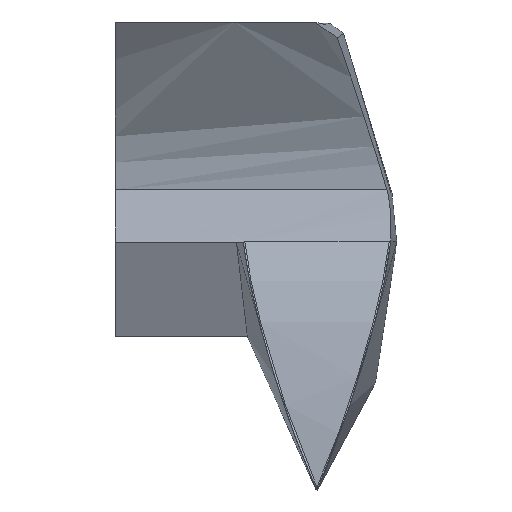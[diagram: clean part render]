
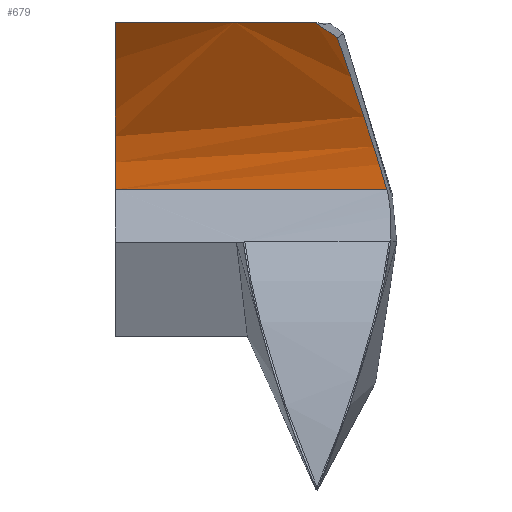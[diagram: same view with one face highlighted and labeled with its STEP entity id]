
A CAD part, left-side view. The second image highlights one B-rep face of the part: STEP entity #679.
In plain terms, the highlighted free-form (B-spline) face has degree [5, 1] with [20, 2] control points.
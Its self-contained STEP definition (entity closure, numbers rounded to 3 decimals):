
#23=(
BOUNDED_SURFACE()
B_SPLINE_SURFACE(5,1,((#2040,#2041),(#2042,#2043),(#2044,#2045),(#2046,
#2047),(#2048,#2049),(#2050,#2051),(#2052,#2053),(#2054,#2055),(#2056,#2057),
(#2058,#2059),(#2060,#2061),(#2062,#2063),(#2064,#2065),(#2066,#2067),(#2068,
#2069),(#2070,#2071),(#2072,#2073),(#2074,#2075),(#2076,#2077),(#2078,#2079)),
 .UNSPECIFIED.,.F.,.F.,.F.)
B_SPLINE_SURFACE_WITH_KNOTS((6,5,1,1,1,1,5,6),(2,2),(-14.221,
0.,0.2,0.4,0.6,0.8,1.,1.189),(-64.981,20.77),
 .UNSPECIFIED.)
GEOMETRIC_REPRESENTATION_ITEM()
RATIONAL_B_SPLINE_SURFACE(((1.,1.),(1.,1.),(1.,1.),(1.,1.),(1.,1.),(1.,
1.),(1.,1.),(1.,1.),(1.,1.),(1.,1.),(1.,1.),(1.,1.),(1.,1.),(1.,1.),(1.,
1.),(1.,1.),(1.,1.),(1.,1.),(1.,1.),(1.,1.)))
REPRESENTATION_ITEM('')
SURFACE()
);
#48=FACE_OUTER_BOUND('',#85,.T.);
#85=EDGE_LOOP('',(#502,#503,#504,#505,#506,#507));
#118=LINE('',#2119,#139);
#139=VECTOR('',#745,10.);
#194=B_SPLINE_CURVE_WITH_KNOTS('',3,(#1805,#1806,#1807,#1808),
 .UNSPECIFIED.,.F.,.F.,(4,4),(3.249,19.494),
 .UNSPECIFIED.);
#196=B_SPLINE_CURVE_WITH_KNOTS('',3,(#1908,#1909,#1910,#1911),
 .UNSPECIFIED.,.F.,.F.,(4,4),(-37.015,0.),.UNSPECIFIED.);
#206=B_SPLINE_CURVE_WITH_KNOTS('',3,(#2080,#2081,#2082,#2083,#2084,#2085,
#2086,#2087,#2088,#2089,#2090,#2091,#2092,#2093,#2094,#2095,#2096,#2097,
#2098,#2099,#2100,#2101,#2102,#2103,#2104),.UNSPECIFIED.,.F.,.F.,(4,3,3,
3,3,3,3,3,4),(-16.231,-16.026,-15.814,-13.45,
-11.317,-9.736,-8.914,-8.424,
-4.994),.UNSPECIFIED.);
#207=B_SPLINE_CURVE_WITH_KNOTS('',3,(#2106,#2107,#2108,#2109,#2110,#2111,
#2112,#2113),.UNSPECIFIED.,.F.,.F.,(4,2,2,4),(0.255,3.317,
6.14,8.69),.UNSPECIFIED.);
#208=B_SPLINE_CURVE_WITH_KNOTS('',3,(#2115,#2116,#2117,#2118),
 .UNSPECIFIED.,.F.,.F.,(4,4),(-7.013,-0.639),
 .UNSPECIFIED.);
#276=VERTEX_POINT('',#1803);
#277=VERTEX_POINT('',#1804);
#280=VERTEX_POINT('',#1906);
#281=VERTEX_POINT('',#1907);
#290=VERTEX_POINT('',#2105);
#291=VERTEX_POINT('',#2114);
#362=EDGE_CURVE('',#276,#277,#194,.T.);
#366=EDGE_CURVE('',#280,#281,#196,.F.);
#376=EDGE_CURVE('',#281,#277,#206,.T.);
#377=EDGE_CURVE('',#290,#280,#207,.F.);
#378=EDGE_CURVE('',#291,#290,#208,.T.);
#379=EDGE_CURVE('',#276,#291,#118,.T.);
#502=ORIENTED_EDGE('',*,*,#362,.T.);
#503=ORIENTED_EDGE('',*,*,#376,.F.);
#504=ORIENTED_EDGE('',*,*,#366,.F.);
#505=ORIENTED_EDGE('',*,*,#377,.F.);
#506=ORIENTED_EDGE('',*,*,#378,.F.);
#507=ORIENTED_EDGE('',*,*,#379,.F.);
#679=ADVANCED_FACE('',(#48),#23,.F.);
#745=DIRECTION('',(0.,-1.,0.));
#1803=CARTESIAN_POINT('',(-19.066,-162.552,638.867));
#1804=CARTESIAN_POINT('',(-19.066,-0.1,638.867));
#1805=CARTESIAN_POINT('Ctrl Pts',(-19.066,-162.552,638.867));
#1806=CARTESIAN_POINT('Ctrl Pts',(-19.066,-108.401,638.867));
#1807=CARTESIAN_POINT('Ctrl Pts',(-19.066,-54.251,638.867));
#1808=CARTESIAN_POINT('Ctrl Pts',(-19.066,-0.1,
638.867));
#1906=CARTESIAN_POINT('',(87.575,-370.251,410.223));
#1907=CARTESIAN_POINT('',(87.575,-0.1,410.223));
#1908=CARTESIAN_POINT('Ctrl Pts',(87.575,-0.1,410.223));
#1909=CARTESIAN_POINT('Ctrl Pts',(87.575,-123.484,410.223));
#1910=CARTESIAN_POINT('Ctrl Pts',(87.575,-246.867,410.223));
#1911=CARTESIAN_POINT('Ctrl Pts',(87.575,-370.251,410.223));
#2040=CARTESIAN_POINT('Ctrl Pts',(87.491,487.256,-3345.864));
#2041=CARTESIAN_POINT('Ctrl Pts',(87.491,-370.251,-3345.864));
#2042=CARTESIAN_POINT('Ctrl Pts',(87.508,487.256,-2594.647));
#2043=CARTESIAN_POINT('Ctrl Pts',(87.508,-370.251,-2594.647));
#2044=CARTESIAN_POINT('Ctrl Pts',(87.525,487.256,-1843.429));
#2045=CARTESIAN_POINT('Ctrl Pts',(87.525,-370.251,-1843.429));
#2046=CARTESIAN_POINT('Ctrl Pts',(87.541,487.256,-1092.212));
#2047=CARTESIAN_POINT('Ctrl Pts',(87.541,-370.251,-1092.212));
#2048=CARTESIAN_POINT('Ctrl Pts',(87.558,487.256,-340.994));
#2049=CARTESIAN_POINT('Ctrl Pts',(87.558,-370.251,-340.994));
#2050=CARTESIAN_POINT('Ctrl Pts',(87.575,487.256,410.223));
#2051=CARTESIAN_POINT('Ctrl Pts',(87.575,-370.251,410.223));
#2052=CARTESIAN_POINT('Ctrl Pts',(87.575,487.256,420.788));
#2053=CARTESIAN_POINT('Ctrl Pts',(87.575,-370.251,420.788));
#2054=CARTESIAN_POINT('Ctrl Pts',(86.33,487.256,441.503));
#2055=CARTESIAN_POINT('Ctrl Pts',(86.33,-370.251,441.503));
#2056=CARTESIAN_POINT('Ctrl Pts',(80.732,487.256,471.334));
#2057=CARTESIAN_POINT('Ctrl Pts',(80.732,-370.251,471.334));
#2058=CARTESIAN_POINT('Ctrl Pts',(66.833,487.256,508.97));
#2059=CARTESIAN_POINT('Ctrl Pts',(66.833,-370.251,508.97));
#2060=CARTESIAN_POINT('Ctrl Pts',(42.322,487.256,553.64));
#2061=CARTESIAN_POINT('Ctrl Pts',(42.322,-370.251,553.64));
#2062=CARTESIAN_POINT('Ctrl Pts',(19.21,487.256,588.211));
#2063=CARTESIAN_POINT('Ctrl Pts',(19.21,-370.251,588.211));
#2064=CARTESIAN_POINT('Ctrl Pts',(0.553,487.256,613.699));
#2065=CARTESIAN_POINT('Ctrl Pts',(0.553,-370.251,613.699));
#2066=CARTESIAN_POINT('Ctrl Pts',(-12.435,487.256,630.508));
#2067=CARTESIAN_POINT('Ctrl Pts',(-12.435,-370.251,630.508));
#2068=CARTESIAN_POINT('Ctrl Pts',(-19.066,487.256,638.867));
#2069=CARTESIAN_POINT('Ctrl Pts',(-19.066,-370.251,638.867));
#2070=CARTESIAN_POINT('Ctrl Pts',(-25.338,487.256,646.773));
#2071=CARTESIAN_POINT('Ctrl Pts',(-25.338,-370.251,646.773));
#2072=CARTESIAN_POINT('Ctrl Pts',(-31.61,487.256,654.679));
#2073=CARTESIAN_POINT('Ctrl Pts',(-31.61,-370.251,654.679));
#2074=CARTESIAN_POINT('Ctrl Pts',(-37.882,487.256,662.584));
#2075=CARTESIAN_POINT('Ctrl Pts',(-37.882,-370.251,662.584));
#2076=CARTESIAN_POINT('Ctrl Pts',(-44.154,487.256,670.49));
#2077=CARTESIAN_POINT('Ctrl Pts',(-44.154,-370.251,670.49));
#2078=CARTESIAN_POINT('Ctrl Pts',(-50.426,487.256,678.396));
#2079=CARTESIAN_POINT('Ctrl Pts',(-50.426,-370.251,678.396));
#2080=CARTESIAN_POINT('Ctrl Pts',(87.575,-0.1,410.223));
#2081=CARTESIAN_POINT('Ctrl Pts',(87.575,-0.1,412.372));
#2082=CARTESIAN_POINT('Ctrl Pts',(87.549,-0.1,413.892));
#2083=CARTESIAN_POINT('Ctrl Pts',(87.516,-0.1,415.355));
#2084=CARTESIAN_POINT('Ctrl Pts',(87.481,-0.1,416.869));
#2085=CARTESIAN_POINT('Ctrl Pts',(87.429,-0.1,418.428));
#2086=CARTESIAN_POINT('Ctrl Pts',(87.36,-0.1,419.977));
#2087=CARTESIAN_POINT('Ctrl Pts',(86.595,-0.1,437.231));
#2088=CARTESIAN_POINT('Ctrl Pts',(83.784,-0.1,453.879));
#2089=CARTESIAN_POINT('Ctrl Pts',(79.052,-0.1,470.487));
#2090=CARTESIAN_POINT('Ctrl Pts',(74.781,-0.1,485.473));
#2091=CARTESIAN_POINT('Ctrl Pts',(68.913,-0.1,
500.523));
#2092=CARTESIAN_POINT('Ctrl Pts',(61.543,-0.1,
515.903));
#2093=CARTESIAN_POINT('Ctrl Pts',(56.08,-0.1,
527.302));
#2094=CARTESIAN_POINT('Ctrl Pts',(49.796,-0.1,538.882));
#2095=CARTESIAN_POINT('Ctrl Pts',(42.729,-0.1,550.747));
#2096=CARTESIAN_POINT('Ctrl Pts',(39.053,-0.1,556.92));
#2097=CARTESIAN_POINT('Ctrl Pts',(35.165,-0.1,563.169));
#2098=CARTESIAN_POINT('Ctrl Pts',(31.068,-0.1,569.508));
#2099=CARTESIAN_POINT('Ctrl Pts',(28.627,-0.1,573.286));
#2100=CARTESIAN_POINT('Ctrl Pts',(26.16,-0.1,577.018));
#2101=CARTESIAN_POINT('Ctrl Pts',(23.71,-0.1,580.657));
#2102=CARTESIAN_POINT('Ctrl Pts',(6.562,-0.1,606.129));
#2103=CARTESIAN_POINT('Ctrl Pts',(-10.087,-0.1,
627.549));
#2104=CARTESIAN_POINT('Ctrl Pts',(-19.066,-0.1,
638.867));
#2105=CARTESIAN_POINT('',(-2.51,-302.625,617.425));
#2106=CARTESIAN_POINT('Ctrl Pts',(87.575,-370.251,410.223));
#2107=CARTESIAN_POINT('Ctrl Pts',(87.575,-366.892,421.564));
#2108=CARTESIAN_POINT('Ctrl Pts',(86.924,-360.771,442.109));
#2109=CARTESIAN_POINT('Ctrl Pts',(72.686,-344.601,493.473));
#2110=CARTESIAN_POINT('Ctrl Pts',(61.549,-336.444,518.369));
#2111=CARTESIAN_POINT('Ctrl Pts',(31.611,-319.061,569.989));
#2112=CARTESIAN_POINT('Ctrl Pts',(14.357,-310.456,594.965));
#2113=CARTESIAN_POINT('Ctrl Pts',(-2.51,-302.625,617.425));
#2114=CARTESIAN_POINT('',(-19.066,-272.055,638.867));
#2115=CARTESIAN_POINT('Ctrl Pts',(-19.066,-272.055,638.867));
#2116=CARTESIAN_POINT('Ctrl Pts',(-16.878,-275.994,636.109));
#2117=CARTESIAN_POINT('Ctrl Pts',(-10.552,-287.383,628.133));
#2118=CARTESIAN_POINT('Ctrl Pts',(-2.51,-302.625,617.425));
#2119=CARTESIAN_POINT('',(-19.066,-162.552,638.867));
